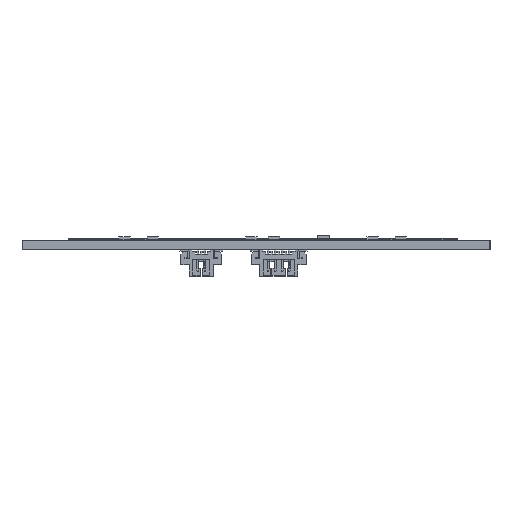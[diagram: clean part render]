
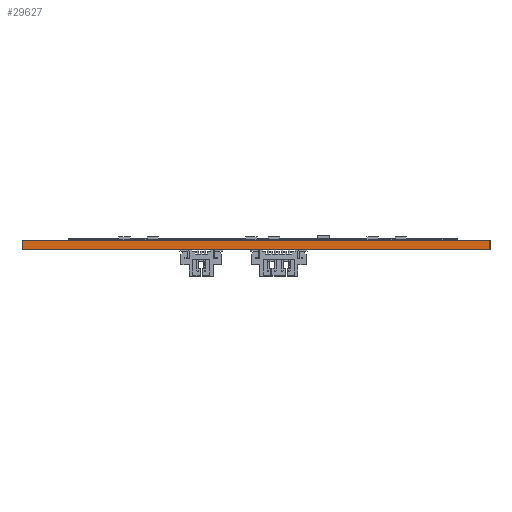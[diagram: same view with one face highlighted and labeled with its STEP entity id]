
A CAD part, left-side view. The second image highlights one B-rep face of the part: STEP entity #29627.
In plain terms, the highlighted planar face has unit normal (-1, 0, 0).
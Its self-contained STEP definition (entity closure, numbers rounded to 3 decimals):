
#28820 = PLANE('',#28821);
#28821 = AXIS2_PLACEMENT_3D('',#28822,#28823,#28824);
#28822 = CARTESIAN_POINT('',(143.935,-238.435,0.));
#28823 = DIRECTION('',(0.,1.,0.));
#28824 = DIRECTION('',(1.,0.,0.));
#28848 = PLANE('',#28849);
#28849 = AXIS2_PLACEMENT_3D('',#28850,#28851,#28852);
#28850 = CARTESIAN_POINT('',(307.685,-196.935,1.6));
#28851 = DIRECTION('',(0.,0.,1.));
#28852 = DIRECTION('',(1.,0.,0.));
#28876 = PLANE('',#28877);
#28877 = AXIS2_PLACEMENT_3D('',#28878,#28879,#28880);
#28878 = CARTESIAN_POINT('',(471.435,-155.435,0.));
#28879 = DIRECTION('',(0.,-1.,0.));
#28880 = DIRECTION('',(-1.,0.,0.));
#28902 = PLANE('',#28903);
#28903 = AXIS2_PLACEMENT_3D('',#28904,#28905,#28906);
#28904 = CARTESIAN_POINT('',(307.685,-196.935,0.));
#28905 = DIRECTION('',(0.,0.,1.));
#28906 = DIRECTION('',(1.,0.,0.));
#28917 = EDGE_CURVE('',#28918,#28920,#28922,.T.);
#28918 = VERTEX_POINT('',#28919);
#28919 = CARTESIAN_POINT('',(143.935,-238.435,0.));
#28920 = VERTEX_POINT('',#28921);
#28921 = CARTESIAN_POINT('',(143.935,-238.435,1.6));
#28922 = SURFACE_CURVE('',#28923,(#28927,#28934),.PCURVE_S1.);
#28923 = LINE('',#28924,#28925);
#28924 = CARTESIAN_POINT('',(143.935,-238.435,0.));
#28925 = VECTOR('',#28926,1.);
#28926 = DIRECTION('',(0.,0.,1.));
#28927 = PCURVE('',#28820,#28928);
#28928 = DEFINITIONAL_REPRESENTATION('',(#28929),#28933);
#28929 = LINE('',#28930,#28931);
#28930 = CARTESIAN_POINT('',(0.,0.));
#28931 = VECTOR('',#28932,1.);
#28932 = DIRECTION('',(0.,-1.));
#28933 = ( GEOMETRIC_REPRESENTATION_CONTEXT(2) 
PARAMETRIC_REPRESENTATION_CONTEXT() REPRESENTATION_CONTEXT('2D SPACE',''
  ) );
#28934 = PCURVE('',#28935,#28940);
#28935 = PLANE('',#28936);
#28936 = AXIS2_PLACEMENT_3D('',#28937,#28938,#28939);
#28937 = CARTESIAN_POINT('',(143.935,-155.435,0.));
#28938 = DIRECTION('',(1.,0.,0.));
#28939 = DIRECTION('',(0.,-1.,0.));
#28940 = DEFINITIONAL_REPRESENTATION('',(#28941),#28945);
#28941 = LINE('',#28942,#28943);
#28942 = CARTESIAN_POINT('',(83.,0.));
#28943 = VECTOR('',#28944,1.);
#28944 = DIRECTION('',(0.,-1.));
#28945 = ( GEOMETRIC_REPRESENTATION_CONTEXT(2) 
PARAMETRIC_REPRESENTATION_CONTEXT() REPRESENTATION_CONTEXT('2D SPACE',''
  ) );
#28995 = VERTEX_POINT('',#28996);
#28996 = CARTESIAN_POINT('',(143.935,-155.435,1.6));
#29017 = EDGE_CURVE('',#29018,#28995,#29020,.T.);
#29018 = VERTEX_POINT('',#29019);
#29019 = CARTESIAN_POINT('',(143.935,-155.435,0.));
#29020 = SURFACE_CURVE('',#29021,(#29025,#29032),.PCURVE_S1.);
#29021 = LINE('',#29022,#29023);
#29022 = CARTESIAN_POINT('',(143.935,-155.435,0.));
#29023 = VECTOR('',#29024,1.);
#29024 = DIRECTION('',(0.,0.,1.));
#29025 = PCURVE('',#28876,#29026);
#29026 = DEFINITIONAL_REPRESENTATION('',(#29027),#29031);
#29027 = LINE('',#29028,#29029);
#29028 = CARTESIAN_POINT('',(327.5,0.));
#29029 = VECTOR('',#29030,1.);
#29030 = DIRECTION('',(0.,-1.));
#29031 = ( GEOMETRIC_REPRESENTATION_CONTEXT(2) 
PARAMETRIC_REPRESENTATION_CONTEXT() REPRESENTATION_CONTEXT('2D SPACE',''
  ) );
#29032 = PCURVE('',#28935,#29033);
#29033 = DEFINITIONAL_REPRESENTATION('',(#29034),#29038);
#29034 = LINE('',#29035,#29036);
#29035 = CARTESIAN_POINT('',(0.,0.));
#29036 = VECTOR('',#29037,1.);
#29037 = DIRECTION('',(0.,-1.));
#29038 = ( GEOMETRIC_REPRESENTATION_CONTEXT(2) 
PARAMETRIC_REPRESENTATION_CONTEXT() REPRESENTATION_CONTEXT('2D SPACE',''
  ) );
#29066 = EDGE_CURVE('',#29018,#28918,#29067,.T.);
#29067 = SURFACE_CURVE('',#29068,(#29072,#29079),.PCURVE_S1.);
#29068 = LINE('',#29069,#29070);
#29069 = CARTESIAN_POINT('',(143.935,-155.435,0.));
#29070 = VECTOR('',#29071,1.);
#29071 = DIRECTION('',(0.,-1.,0.));
#29072 = PCURVE('',#28902,#29073);
#29073 = DEFINITIONAL_REPRESENTATION('',(#29074),#29078);
#29074 = LINE('',#29075,#29076);
#29075 = CARTESIAN_POINT('',(-163.75,41.5));
#29076 = VECTOR('',#29077,1.);
#29077 = DIRECTION('',(0.,-1.));
#29078 = ( GEOMETRIC_REPRESENTATION_CONTEXT(2) 
PARAMETRIC_REPRESENTATION_CONTEXT() REPRESENTATION_CONTEXT('2D SPACE',''
  ) );
#29079 = PCURVE('',#28935,#29080);
#29080 = DEFINITIONAL_REPRESENTATION('',(#29081),#29085);
#29081 = LINE('',#29082,#29083);
#29082 = CARTESIAN_POINT('',(0.,0.));
#29083 = VECTOR('',#29084,1.);
#29084 = DIRECTION('',(1.,0.));
#29085 = ( GEOMETRIC_REPRESENTATION_CONTEXT(2) 
PARAMETRIC_REPRESENTATION_CONTEXT() REPRESENTATION_CONTEXT('2D SPACE',''
  ) );
#29372 = EDGE_CURVE('',#28995,#28920,#29373,.T.);
#29373 = SURFACE_CURVE('',#29374,(#29378,#29385),.PCURVE_S1.);
#29374 = LINE('',#29375,#29376);
#29375 = CARTESIAN_POINT('',(143.935,-155.435,1.6));
#29376 = VECTOR('',#29377,1.);
#29377 = DIRECTION('',(0.,-1.,0.));
#29378 = PCURVE('',#28848,#29379);
#29379 = DEFINITIONAL_REPRESENTATION('',(#29380),#29384);
#29380 = LINE('',#29381,#29382);
#29381 = CARTESIAN_POINT('',(-163.75,41.5));
#29382 = VECTOR('',#29383,1.);
#29383 = DIRECTION('',(0.,-1.));
#29384 = ( GEOMETRIC_REPRESENTATION_CONTEXT(2) 
PARAMETRIC_REPRESENTATION_CONTEXT() REPRESENTATION_CONTEXT('2D SPACE',''
  ) );
#29385 = PCURVE('',#28935,#29386);
#29386 = DEFINITIONAL_REPRESENTATION('',(#29387),#29391);
#29387 = LINE('',#29388,#29389);
#29388 = CARTESIAN_POINT('',(0.,-1.6));
#29389 = VECTOR('',#29390,1.);
#29390 = DIRECTION('',(1.,0.));
#29391 = ( GEOMETRIC_REPRESENTATION_CONTEXT(2) 
PARAMETRIC_REPRESENTATION_CONTEXT() REPRESENTATION_CONTEXT('2D SPACE',''
  ) );
#29627 = ADVANCED_FACE('',(#29628),#28935,.F.);
#29628 = FACE_BOUND('',#29629,.F.);
#29629 = EDGE_LOOP('',(#29630,#29631,#29632,#29633));
#29630 = ORIENTED_EDGE('',*,*,#29017,.T.);
#29631 = ORIENTED_EDGE('',*,*,#29372,.T.);
#29632 = ORIENTED_EDGE('',*,*,#28917,.F.);
#29633 = ORIENTED_EDGE('',*,*,#29066,.F.);
